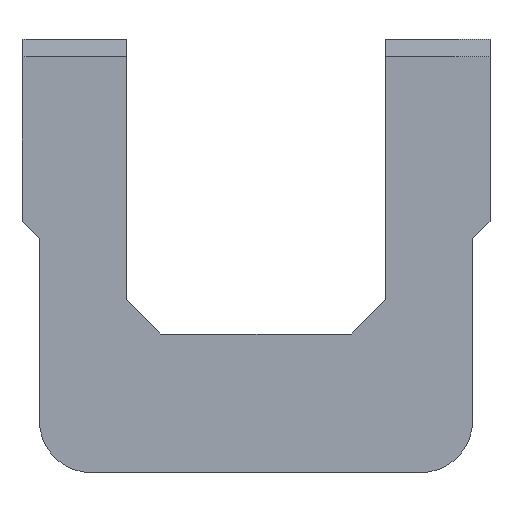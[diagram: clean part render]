
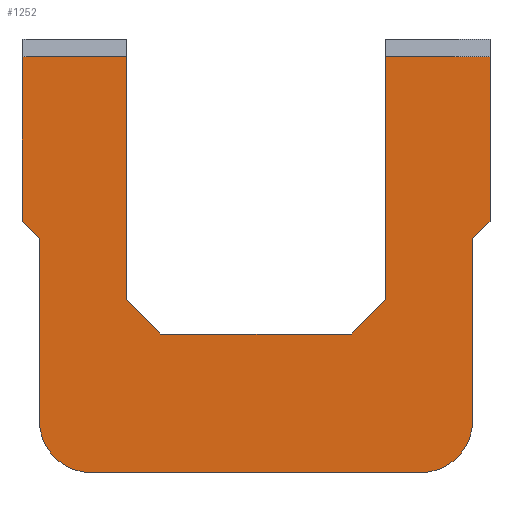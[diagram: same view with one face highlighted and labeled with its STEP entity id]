
A CAD part, front view. The second image highlights one B-rep face of the part: STEP entity #1252.
In plain terms, the highlighted planar face has unit normal (0, -1, 0).
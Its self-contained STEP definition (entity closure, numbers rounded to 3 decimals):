
#2 = DIRECTION ( 'NONE',  ( -0.707, 0., 0.707 ) ) ;
#18 = DIRECTION ( 'NONE',  ( 0., 0., 1. ) ) ;
#27 = CARTESIAN_POINT ( 'NONE',  ( 3.5, 0., 11.5 ) ) ;
#40 = CARTESIAN_POINT ( 'NONE',  ( 20., 0., 10. ) ) ;
#45 = ORIENTED_EDGE ( 'NONE', *, *, #531, .T. ) ;
#49 = LINE ( 'NONE', #893, #967 ) ;
#51 = VERTEX_POINT ( 'NONE', #582 ) ;
#78 = VERTEX_POINT ( 'NONE', #1534 ) ;
#89 = LINE ( 'NONE', #493, #259 ) ;
#91 = CIRCLE ( 'NONE', #1496, 3. ) ;
#110 = LINE ( 'NONE', #922, #1390 ) ;
#111 = CARTESIAN_POINT ( 'NONE',  ( 0., 0., 8. ) ) ;
#134 = ORIENTED_EDGE ( 'NONE', *, *, #170, .F. ) ;
#143 = CIRCLE ( 'NONE', #906, 3. ) ;
#156 = CARTESIAN_POINT ( 'NONE',  ( 0., 0., 8. ) ) ;
#159 = ORIENTED_EDGE ( 'NONE', *, *, #501, .T. ) ;
#161 = EDGE_CURVE ( 'NONE', #78, #1096, #91, .T. ) ;
#170 = EDGE_CURVE ( 'NONE', #1233, #1213, #49, .T. ) ;
#186 = DIRECTION ( 'NONE',  ( 0., 0., -1. ) ) ;
#196 = DIRECTION ( 'NONE',  ( 0., 0., 1. ) ) ;
#201 = CARTESIAN_POINT ( 'NONE',  ( 2.75, 0., 10.75 ) ) ;
#206 = DIRECTION ( 'NONE',  ( 0., -1., 0. ) ) ;
#212 = DIRECTION ( 'NONE',  ( 0., 0., 1. ) ) ;
#214 = CARTESIAN_POINT ( 'NONE',  ( 0., 0., 3. ) ) ;
#224 = EDGE_CURVE ( 'NONE', #902, #1642, #644, .T. ) ;
#241 = CARTESIAN_POINT ( 'NONE',  ( 9., 0., -1. ) ) ;
#259 = VECTOR ( 'NONE', #511, 1000. ) ;
#271 = CARTESIAN_POINT ( 'NONE',  ( -1., 0., 14.5 ) ) ;
#273 = VERTEX_POINT ( 'NONE', #901 ) ;
#277 = DIRECTION ( 'NONE',  ( 1., 0., 0. ) ) ;
#278 = ORIENTED_EDGE ( 'NONE', *, *, #224, .T. ) ;
#310 = DIRECTION ( 'NONE',  ( 0.707, 0., -0.707 ) ) ;
#334 = LINE ( 'NONE', #596, #1026 ) ;
#349 = CARTESIAN_POINT ( 'NONE',  ( 3., 0., 3. ) ) ;
#352 = ORIENTED_EDGE ( 'NONE', *, *, #1045, .T. ) ;
#356 = AXIS2_PLACEMENT_3D ( 'NONE', #1493, #1062, #18 ) ;
#376 = DIRECTION ( 'NONE',  ( 0., 0., -1. ) ) ;
#393 = EDGE_CURVE ( 'NONE', #273, #1394, #1485, .T. ) ;
#394 = LINE ( 'NONE', #1067, #1529 ) ;
#397 = CARTESIAN_POINT ( 'NONE',  ( 7., 0., 8. ) ) ;
#445 = EDGE_CURVE ( 'NONE', #1298, #760, #1623, .T. ) ;
#452 = DIRECTION ( 'NONE',  ( 0., 0., -1. ) ) ;
#492 = ORIENTED_EDGE ( 'NONE', *, *, #1147, .T. ) ;
#493 = CARTESIAN_POINT ( 'NONE',  ( 0., 0., 24. ) ) ;
#501 = EDGE_CURVE ( 'NONE', #273, #1262, #334, .T. ) ;
#511 = DIRECTION ( 'NONE',  ( -1., 0., 0. ) ) ;
#513 = EDGE_CURVE ( 'NONE', #1233, #601, #624, .T. ) ;
#527 = CARTESIAN_POINT ( 'NONE',  ( 20., 0., 25. ) ) ;
#531 = EDGE_CURVE ( 'NONE', #1077, #603, #143, .T. ) ;
#543 = ORIENTED_EDGE ( 'NONE', *, *, #711, .F. ) ;
#557 = CARTESIAN_POINT ( 'NONE',  ( 5., 0., 24. ) ) ;
#582 = CARTESIAN_POINT ( 'NONE',  ( 25., 0., 13.5 ) ) ;
#596 = CARTESIAN_POINT ( 'NONE',  ( 20., 0., 24. ) ) ;
#601 = VERTEX_POINT ( 'NONE', #1151 ) ;
#603 = VERTEX_POINT ( 'NONE', #1676 ) ;
#622 = EDGE_CURVE ( 'NONE', #1262, #902, #1569, .T. ) ;
#624 = LINE ( 'NONE', #201, #1607 ) ;
#635 = VECTOR ( 'NONE', #2, 1000. ) ;
#644 = LINE ( 'NONE', #241, #1278 ) ;
#660 = ORIENTED_EDGE ( 'NONE', *, *, #913, .F. ) ;
#662 = VECTOR ( 'NONE', #186, 1000. ) ;
#670 = DIRECTION ( 'NONE',  ( 0.707, 0., 0.707 ) ) ;
#676 = ORIENTED_EDGE ( 'NONE', *, *, #1355, .F. ) ;
#711 = EDGE_CURVE ( 'NONE', #1298, #1642, #1324, .T. ) ;
#717 = CARTESIAN_POINT ( 'NONE',  ( 26., 0., 14.5 ) ) ;
#742 = DIRECTION ( 'NONE',  ( 0., 0., 1. ) ) ;
#760 = VERTEX_POINT ( 'NONE', #1148 ) ;
#809 = CARTESIAN_POINT ( 'NONE',  ( 20., 0., 24. ) ) ;
#835 = DIRECTION ( 'NONE',  ( 0., 0., -1. ) ) ;
#841 = ORIENTED_EDGE ( 'NONE', *, *, #445, .T. ) ;
#891 = ORIENTED_EDGE ( 'NONE', *, *, #1738, .T. ) ;
#893 = CARTESIAN_POINT ( 'NONE',  ( -1., 0., 14.5 ) ) ;
#901 = CARTESIAN_POINT ( 'NONE',  ( 26., 0., 24. ) ) ;
#902 = VERTEX_POINT ( 'NONE', #40 ) ;
#906 = AXIS2_PLACEMENT_3D ( 'NONE', #349, #1544, #212 ) ;
#913 = EDGE_CURVE ( 'NONE', #961, #760, #993, .T. ) ;
#922 = CARTESIAN_POINT ( 'NONE',  ( 0., 0., 0. ) ) ;
#942 = VECTOR ( 'NONE', #1192, 1000. ) ;
#952 = CARTESIAN_POINT ( 'NONE',  ( 26., 0., 14.5 ) ) ;
#954 = ORIENTED_EDGE ( 'NONE', *, *, #393, .F. ) ;
#961 = VERTEX_POINT ( 'NONE', #557 ) ;
#964 = VECTOR ( 'NONE', #1246, 1000. ) ;
#967 = VECTOR ( 'NONE', #196, 1000. ) ;
#980 = DIRECTION ( 'NONE',  ( -1., 0., 0. ) ) ;
#988 = CARTESIAN_POINT ( 'NONE',  ( 25., 0., 8. ) ) ;
#993 = LINE ( 'NONE', #1128, #1075 ) ;
#1026 = VECTOR ( 'NONE', #980, 1000. ) ;
#1045 = EDGE_CURVE ( 'NONE', #601, #1077, #1353, .T. ) ;
#1062 = DIRECTION ( 'NONE',  ( 0., 1., 0. ) ) ;
#1067 = CARTESIAN_POINT ( 'NONE',  ( 9.75, 0., -1.75 ) ) ;
#1075 = VECTOR ( 'NONE', #452, 1000. ) ;
#1077 = VERTEX_POINT ( 'NONE', #214 ) ;
#1096 = VERTEX_POINT ( 'NONE', #1728 ) ;
#1128 = CARTESIAN_POINT ( 'NONE',  ( 5., 0., 25. ) ) ;
#1139 = VECTOR ( 'NONE', #376, 1000. ) ;
#1147 = EDGE_CURVE ( 'NONE', #961, #1213, #89, .T. ) ;
#1148 = CARTESIAN_POINT ( 'NONE',  ( 5., 0., 10. ) ) ;
#1151 = CARTESIAN_POINT ( 'NONE',  ( 0., 0., 13.5 ) ) ;
#1155 = EDGE_LOOP ( 'NONE', ( #492, #134, #1689, #352, #45, #1163, #1527, #676, #891, #954, #159, #1409, #278, #543, #841, #660 ) ) ;
#1163 = ORIENTED_EDGE ( 'NONE', *, *, #1710, .T. ) ;
#1192 = DIRECTION ( 'NONE',  ( 1., 0., 0. ) ) ;
#1213 = VERTEX_POINT ( 'NONE', #1216 ) ;
#1216 = CARTESIAN_POINT ( 'NONE',  ( -1., 0., 24. ) ) ;
#1233 = VERTEX_POINT ( 'NONE', #271 ) ;
#1246 = DIRECTION ( 'NONE',  ( 0., 0., -1. ) ) ;
#1252 = ADVANCED_FACE ( 'NONE', ( #1734 ), #1460, .F. ) ;
#1262 = VERTEX_POINT ( 'NONE', #809 ) ;
#1278 = VECTOR ( 'NONE', #1429, 1000. ) ;
#1298 = VERTEX_POINT ( 'NONE', #397 ) ;
#1324 = LINE ( 'NONE', #111, #942 ) ;
#1353 = LINE ( 'NONE', #156, #964 ) ;
#1355 = EDGE_CURVE ( 'NONE', #51, #1096, #1649, .T. ) ;
#1390 = VECTOR ( 'NONE', #277, 1000. ) ;
#1394 = VERTEX_POINT ( 'NONE', #717 ) ;
#1409 = ORIENTED_EDGE ( 'NONE', *, *, #622, .T. ) ;
#1429 = DIRECTION ( 'NONE',  ( -0.707, 0., -0.707 ) ) ;
#1460 = PLANE ( 'NONE',  #356 ) ;
#1465 = CARTESIAN_POINT ( 'NONE',  ( 18., 0., 8. ) ) ;
#1485 = LINE ( 'NONE', #952, #1692 ) ;
#1493 = CARTESIAN_POINT ( 'NONE',  ( 0., 0., 8. ) ) ;
#1496 = AXIS2_PLACEMENT_3D ( 'NONE', #1540, #206, #742 ) ;
#1527 = ORIENTED_EDGE ( 'NONE', *, *, #161, .T. ) ;
#1529 = VECTOR ( 'NONE', #670, 1000. ) ;
#1534 = CARTESIAN_POINT ( 'NONE',  ( 22., 0., 0. ) ) ;
#1540 = CARTESIAN_POINT ( 'NONE',  ( 22., 0., 3. ) ) ;
#1544 = DIRECTION ( 'NONE',  ( 0., -1., 0. ) ) ;
#1569 = LINE ( 'NONE', #527, #1139 ) ;
#1607 = VECTOR ( 'NONE', #310, 1000. ) ;
#1623 = LINE ( 'NONE', #27, #635 ) ;
#1642 = VERTEX_POINT ( 'NONE', #1465 ) ;
#1649 = LINE ( 'NONE', #988, #662 ) ;
#1676 = CARTESIAN_POINT ( 'NONE',  ( 3., 0., 0. ) ) ;
#1689 = ORIENTED_EDGE ( 'NONE', *, *, #513, .T. ) ;
#1692 = VECTOR ( 'NONE', #835, 1000. ) ;
#1710 = EDGE_CURVE ( 'NONE', #603, #78, #110, .T. ) ;
#1728 = CARTESIAN_POINT ( 'NONE',  ( 25., 0., 3. ) ) ;
#1734 = FACE_OUTER_BOUND ( 'NONE', #1155, .T. ) ;
#1738 = EDGE_CURVE ( 'NONE', #51, #1394, #394, .T. ) ;
